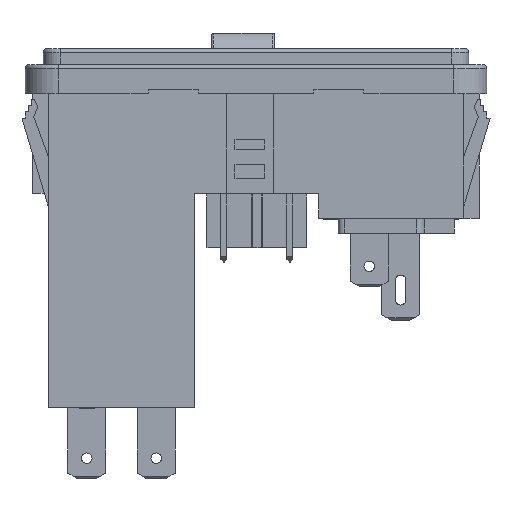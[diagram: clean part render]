
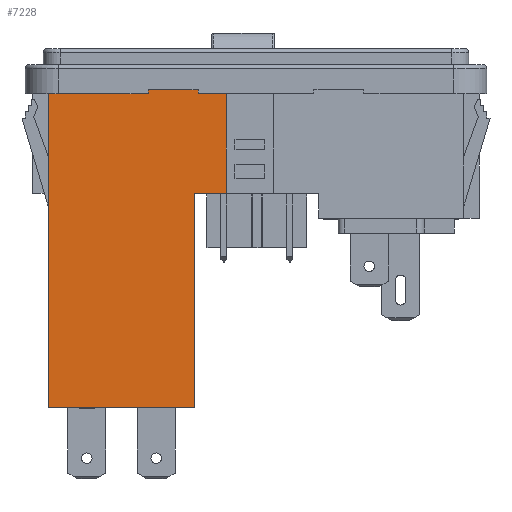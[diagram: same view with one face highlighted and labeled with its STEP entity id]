
A CAD part, left-side view. The second image highlights one B-rep face of the part: STEP entity #7228.
In plain terms, the highlighted planar face has unit normal (-1, 0, 0).
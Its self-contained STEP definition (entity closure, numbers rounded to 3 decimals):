
#4413 = EDGE_CURVE ( 'NONE', #4459, #4464, #5585, .T. ) ;
#4459 = VERTEX_POINT ( 'NONE', #5633 ) ;
#4464 = VERTEX_POINT ( 'NONE', #5628 ) ;
#4835 = VERTEX_POINT ( 'NONE', #7107 ) ;
#4839 = EDGE_CURVE ( 'NONE', #4835, #4842, #7104, .T. ) ;
#4842 = VERTEX_POINT ( 'NONE', #7097 ) ;
#5094 = EDGE_CURVE ( 'NONE', #5096, #5258, #7910, .T. ) ;
#5096 = VERTEX_POINT ( 'NONE', #7884 ) ;
#5258 = VERTEX_POINT ( 'NONE', #8240 ) ;
#5580 = DIRECTION ( 'NONE',  ( 0., 1., 0. ) ) ;
#5581 = VECTOR ( 'NONE', #5580, 1000. ) ;
#5583 = CARTESIAN_POINT ( 'NONE',  ( -13., -26.416, -45.669 ) ) ;
#5585 = LINE ( 'NONE', #5583, #5581 ) ;
#5628 = CARTESIAN_POINT ( 'NONE',  ( -13., 26.416, -45.669 ) ) ;
#5633 = CARTESIAN_POINT ( 'NONE',  ( -13., 7.766, -45.669 ) ) ;
#6248 = VERTEX_POINT ( 'NONE', #10514 ) ;
#6252 = EDGE_CURVE ( 'NONE', #6254, #6248, #10509, .T. ) ;
#6254 = VERTEX_POINT ( 'NONE', #10504 ) ;
#6443 = EDGE_CURVE ( 'NONE', #4464, #5258, #10939, .T. ) ;
#7097 = CARTESIAN_POINT ( 'NONE',  ( -13., 7.766, -18.415 ) ) ;
#7099 = DIRECTION ( 'NONE',  ( 0., 1., 0. ) ) ;
#7101 = VECTOR ( 'NONE', #7099, 1000. ) ;
#7102 = CARTESIAN_POINT ( 'NONE',  ( -13., 7.766, -18.415 ) ) ;
#7104 = LINE ( 'NONE', #7102, #7101 ) ;
#7107 = CARTESIAN_POINT ( 'NONE',  ( -13., 3.766, -18.415 ) ) ;
#7228 = ADVANCED_FACE ( 'NONE', ( #12262 ), #12260, .F. ) ;
#7231 = EDGE_LOOP ( 'NONE', ( #7232, #7233, #7236, #7237, #7243, #7354, #7358, #7360, #7362, #7365 ) ) ;
#7232 = ORIENTED_EDGE ( 'NONE', *, *, #4839, .F. ) ;
#7233 = ORIENTED_EDGE ( 'NONE', *, *, #7234, .F. ) ;
#7234 = EDGE_CURVE ( 'NONE', #6254, #4835, #12359, .T. ) ;
#7236 = ORIENTED_EDGE ( 'NONE', *, *, #6252, .T. ) ;
#7237 = ORIENTED_EDGE ( 'NONE', *, *, #7239, .F. ) ;
#7239 = EDGE_CURVE ( 'NONE', #7241, #6248, #12349, .T. ) ;
#7241 = VERTEX_POINT ( 'NONE', #12341 ) ;
#7243 = ORIENTED_EDGE ( 'NONE', *, *, #7245, .F. ) ;
#7245 = EDGE_CURVE ( 'NONE', #7248, #7241, #12335, .T. ) ;
#7248 = VERTEX_POINT ( 'NONE', #12328 ) ;
#7354 = ORIENTED_EDGE ( 'NONE', *, *, #7356, .T. ) ;
#7356 = EDGE_CURVE ( 'NONE', #7248, #5096, #12554, .T. ) ;
#7358 = ORIENTED_EDGE ( 'NONE', *, *, #5094, .T. ) ;
#7360 = ORIENTED_EDGE ( 'NONE', *, *, #6443, .F. ) ;
#7362 = ORIENTED_EDGE ( 'NONE', *, *, #4413, .F. ) ;
#7365 = ORIENTED_EDGE ( 'NONE', *, *, #7366, .F. ) ;
#7366 = EDGE_CURVE ( 'NONE', #4842, #4459, #12546, .T. ) ;
#7884 = CARTESIAN_POINT ( 'NONE',  ( -13., 13.714, -5.715 ) ) ;
#7906 = DIRECTION ( 'NONE',  ( 0., 1., 0. ) ) ;
#7908 = VECTOR ( 'NONE', #7906, 1000. ) ;
#7909 = CARTESIAN_POINT ( 'NONE',  ( -13., -26.416, -5.715 ) ) ;
#7910 = LINE ( 'NONE', #7909, #7908 ) ;
#8240 = CARTESIAN_POINT ( 'NONE',  ( -13., 26.416, -5.715 ) ) ;
#10504 = CARTESIAN_POINT ( 'NONE',  ( -13., 3.766, -5.715 ) ) ;
#10505 = DIRECTION ( 'NONE',  ( 0., 1., 0. ) ) ;
#10506 = VECTOR ( 'NONE', #10505, 1000. ) ;
#10508 = CARTESIAN_POINT ( 'NONE',  ( -13., -26.416, -5.715 ) ) ;
#10509 = LINE ( 'NONE', #10508, #10506 ) ;
#10514 = CARTESIAN_POINT ( 'NONE',  ( -13., 7.364, -5.715 ) ) ;
#10932 = DIRECTION ( 'NONE',  ( 0., 0., 1. ) ) ;
#10934 = VECTOR ( 'NONE', #10932, 1000. ) ;
#10937 = CARTESIAN_POINT ( 'NONE',  ( -13., 26.416, -45.669 ) ) ;
#10939 = LINE ( 'NONE', #10937, #10934 ) ;
#12260 = PLANE ( 'NONE',  #12367 ) ;
#12262 = FACE_OUTER_BOUND ( 'NONE', #7231, .T. ) ;
#12328 = CARTESIAN_POINT ( 'NONE',  ( -13., 13.714, -5.207 ) ) ;
#12330 = DIRECTION ( 'NONE',  ( 0., -1., 0. ) ) ;
#12332 = VECTOR ( 'NONE', #12330, 1000. ) ;
#12334 = CARTESIAN_POINT ( 'NONE',  ( -13., 13.714, -5.207 ) ) ;
#12335 = LINE ( 'NONE', #12334, #12332 ) ;
#12341 = CARTESIAN_POINT ( 'NONE',  ( -13., 7.364, -5.207 ) ) ;
#12343 = DIRECTION ( 'NONE',  ( 0., 0., -1. ) ) ;
#12345 = VECTOR ( 'NONE', #12343, 1000. ) ;
#12347 = CARTESIAN_POINT ( 'NONE',  ( -13., 7.364, -5.207 ) ) ;
#12349 = LINE ( 'NONE', #12347, #12345 ) ;
#12354 = DIRECTION ( 'NONE',  ( 0., 0., -1. ) ) ;
#12355 = VECTOR ( 'NONE', #12354, 1000. ) ;
#12357 = CARTESIAN_POINT ( 'NONE',  ( -13., 3.766, 1.405 ) ) ;
#12359 = LINE ( 'NONE', #12357, #12355 ) ;
#12362 = DIRECTION ( 'NONE',  ( 0., 0., -1. ) ) ;
#12364 = DIRECTION ( 'NONE',  ( 1., 0., 0. ) ) ;
#12366 = CARTESIAN_POINT ( 'NONE',  ( -13., -26.416, -45.669 ) ) ;
#12367 = AXIS2_PLACEMENT_3D ( 'NONE', #12366, #12364, #12362 ) ;
#12541 = DIRECTION ( 'NONE',  ( 0., 0., -1. ) ) ;
#12543 = VECTOR ( 'NONE', #12541, 1000. ) ;
#12545 = CARTESIAN_POINT ( 'NONE',  ( -13., 7.766, -45.669 ) ) ;
#12546 = LINE ( 'NONE', #12545, #12543 ) ;
#12548 = DIRECTION ( 'NONE',  ( 0., 0., -1. ) ) ;
#12550 = VECTOR ( 'NONE', #12548, 1000. ) ;
#12552 = CARTESIAN_POINT ( 'NONE',  ( -13., 13.714, -5.207 ) ) ;
#12554 = LINE ( 'NONE', #12552, #12550 ) ;
